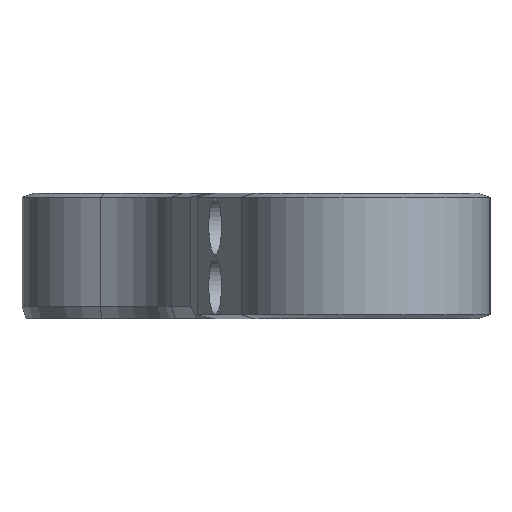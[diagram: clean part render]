
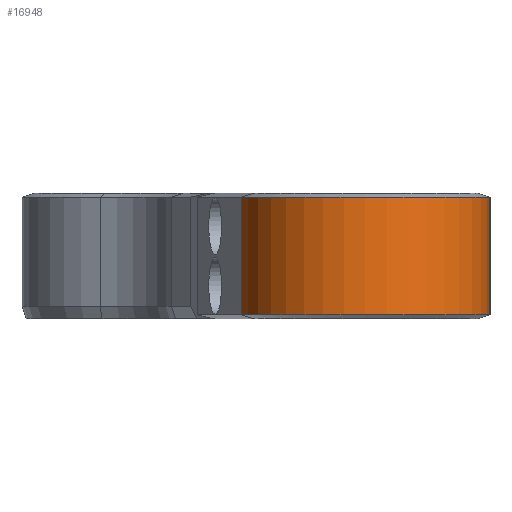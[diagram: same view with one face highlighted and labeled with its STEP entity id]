
A CAD part, left-side view. The second image highlights one B-rep face of the part: STEP entity #16948.
In plain terms, the highlighted cylindrical face has radius 30 mm (diameter 60 mm), a partial arc.
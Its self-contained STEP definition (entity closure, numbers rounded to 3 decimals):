
#840=CIRCLE('',#18037,30.);
#845=CIRCLE('',#18045,30.);
#1188=FACE_OUTER_BOUND('',#2157,.T.);
#2157=EDGE_LOOP('',(#12256,#12257,#12258,#12259));
#4576=LINE('',#30216,#5692);
#4579=LINE('',#30230,#5695);
#5692=VECTOR('',#19491,10.);
#5695=VECTOR('',#19504,10.);
#7140=VERTEX_POINT('',#30203);
#7141=VERTEX_POINT('',#30207);
#7143=VERTEX_POINT('',#30215);
#7149=VERTEX_POINT('',#30229);
#9208=EDGE_CURVE('',#7140,#7141,#840,.T.);
#9212=EDGE_CURVE('',#7141,#7143,#4576,.T.);
#9219=EDGE_CURVE('',#7140,#7149,#4579,.T.);
#9220=EDGE_CURVE('',#7143,#7149,#845,.T.);
#12256=ORIENTED_EDGE('',*,*,#9208,.F.);
#12257=ORIENTED_EDGE('',*,*,#9219,.T.);
#12258=ORIENTED_EDGE('',*,*,#9220,.F.);
#12259=ORIENTED_EDGE('',*,*,#9212,.F.);
#16599=CYLINDRICAL_SURFACE('',#18044,30.);
#16948=ADVANCED_FACE('',(#1188),#16599,.T.);
#18037=AXIS2_PLACEMENT_3D('',#30208,#19482,#19483);
#18044=AXIS2_PLACEMENT_3D('',#30228,#19502,#19503);
#18045=AXIS2_PLACEMENT_3D('',#30231,#19505,#19506);
#19482=DIRECTION('center_axis',(0.,0.,-1.));
#19483=DIRECTION('ref_axis',(0.224,-0.975,0.));
#19491=DIRECTION('',(0.,0.,1.));
#19502=DIRECTION('center_axis',(0.,0.,1.));
#19503=DIRECTION('ref_axis',(-0.94,-0.341,0.));
#19504=DIRECTION('',(0.,0.,1.));
#19505=DIRECTION('center_axis',(0.,0.,1.));
#19506=DIRECTION('ref_axis',(0.224,-0.975,0.));
#30203=CARTESIAN_POINT('',(-101.419,-26.75,1.));
#30207=CARTESIAN_POINT('',(-121.728,29.236,1.));
#30208=CARTESIAN_POINT('Origin',(-115.,0.,1.));
#30215=CARTESIAN_POINT('',(-121.728,29.236,29.));
#30216=CARTESIAN_POINT('',(-121.728,29.236,0.));
#30228=CARTESIAN_POINT('Origin',(-115.,0.,0.));
#30229=CARTESIAN_POINT('',(-101.419,-26.75,29.));
#30230=CARTESIAN_POINT('',(-101.419,-26.75,0.));
#30231=CARTESIAN_POINT('Origin',(-115.,0.,29.));
